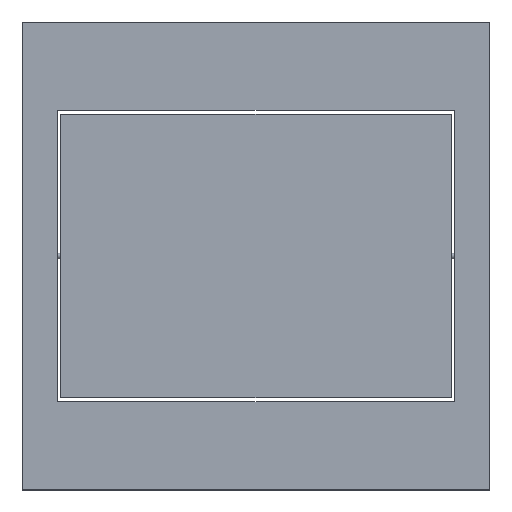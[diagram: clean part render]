
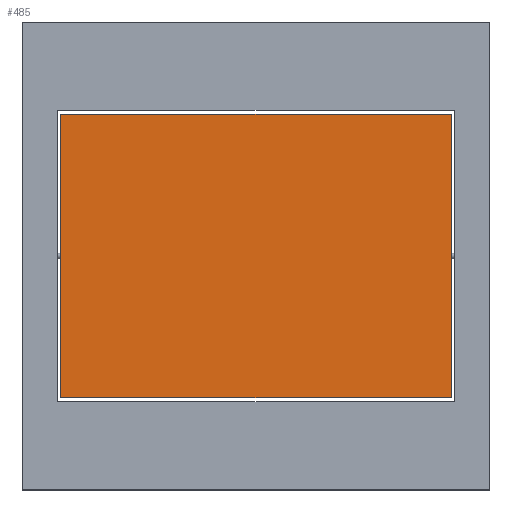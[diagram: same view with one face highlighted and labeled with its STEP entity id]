
A CAD part, top view. The second image highlights one B-rep face of the part: STEP entity #485.
In plain terms, the highlighted planar face has unit normal (0, 0, 1).
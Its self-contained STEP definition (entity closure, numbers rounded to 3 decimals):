
#55=PLANE('',#550);
#84=FACE_OUTER_BOUND('',#119,.T.);
#119=EDGE_LOOP('',(#439,#440,#441,#442));
#166=LINE('',#805,#218);
#170=LINE('',#812,#222);
#171=LINE('',#815,#223);
#172=LINE('',#816,#224);
#218=VECTOR('',#668,10.);
#222=VECTOR('',#674,10.);
#223=VECTOR('',#677,10.);
#224=VECTOR('',#678,10.);
#270=VERTEX_POINT('',#802);
#271=VERTEX_POINT('',#804);
#273=VERTEX_POINT('',#810);
#274=VERTEX_POINT('',#814);
#326=EDGE_CURVE('',#270,#271,#166,.T.);
#330=EDGE_CURVE('',#270,#273,#170,.T.);
#331=EDGE_CURVE('',#274,#273,#171,.T.);
#332=EDGE_CURVE('',#271,#274,#172,.T.);
#439=ORIENTED_EDGE('',*,*,#330,.T.);
#440=ORIENTED_EDGE('',*,*,#331,.F.);
#441=ORIENTED_EDGE('',*,*,#332,.F.);
#442=ORIENTED_EDGE('',*,*,#326,.F.);
#485=ADVANCED_FACE('',(#84),#55,.T.);
#550=AXIS2_PLACEMENT_3D('',#813,#675,#676);
#668=DIRECTION('',(0.,-1.,0.));
#674=DIRECTION('',(-1.,0.,0.));
#675=DIRECTION('center_axis',(0.,0.,1.));
#676=DIRECTION('ref_axis',(0.,1.,0.));
#677=DIRECTION('',(0.,1.,0.));
#678=DIRECTION('',(-1.,0.,0.));
#802=CARTESIAN_POINT('',(78.,68.259,14.533));
#804=CARTESIAN_POINT('',(78.,16.741,14.533));
#805=CARTESIAN_POINT('',(78.,16.741,14.533));
#810=CARTESIAN_POINT('',(7.,68.259,14.533));
#812=CARTESIAN_POINT('',(42.5,68.259,14.533));
#813=CARTESIAN_POINT('Origin',(42.5,16.741,14.533));
#814=CARTESIAN_POINT('',(7.,16.741,14.533));
#815=CARTESIAN_POINT('',(7.,16.741,14.533));
#816=CARTESIAN_POINT('',(42.5,16.741,14.533));
